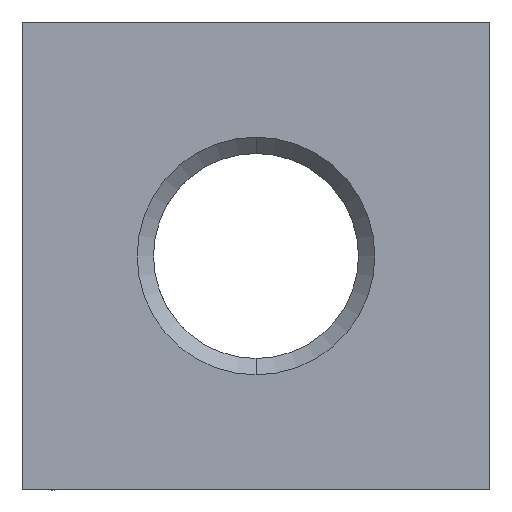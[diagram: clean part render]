
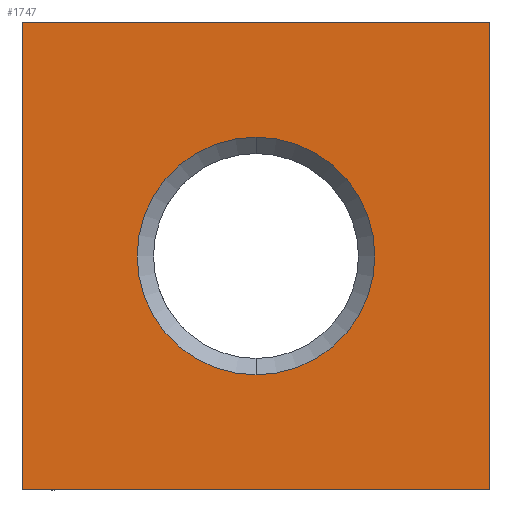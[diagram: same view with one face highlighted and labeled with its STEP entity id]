
A CAD part, left-side view. The second image highlights one B-rep face of the part: STEP entity #1747.
In plain terms, the highlighted planar face has unit normal (-1, 0, 0).
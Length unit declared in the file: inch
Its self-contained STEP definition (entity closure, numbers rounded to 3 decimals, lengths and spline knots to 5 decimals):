
#49 = DIRECTION ( 'NONE',  ( 0., -1., 0. ) ) ;
#76 = CARTESIAN_POINT ( 'NONE',  ( -4.75, 0., 0. ) ) ;
#109 = EDGE_CURVE ( 'NONE', #1331, #1526, #1414, .T. ) ;
#145 = DIRECTION ( 'NONE',  ( 0., 0., -1. ) ) ;
#222 = EDGE_CURVE ( 'NONE', #737, #1175, #1462, .T. ) ;
#240 = PLANE ( 'NONE',  #2033 ) ;
#300 = VERTEX_POINT ( 'NONE', #990 ) ;
#327 = AXIS2_PLACEMENT_3D ( 'NONE', #76, #1720, #772 ) ;
#358 = ORIENTED_EDGE ( 'NONE', *, *, #697, .T. ) ;
#374 = CARTESIAN_POINT ( 'NONE',  ( -4.75, 0.5, -0.5 ) ) ;
#384 = CARTESIAN_POINT ( 'NONE',  ( -4.75, 0.5, -0.5 ) ) ;
#426 = CARTESIAN_POINT ( 'NONE',  ( -4.75, 0.5, 0.5 ) ) ;
#436 = EDGE_CURVE ( 'NONE', #2103, #300, #476, .T. ) ;
#476 = CIRCLE ( 'NONE', #327, 0.254 ) ;
#483 = EDGE_CURVE ( 'NONE', #1526, #737, #1893, .T. ) ;
#490 = DIRECTION ( 'NONE',  ( 0., 0., 1. ) ) ;
#574 = CARTESIAN_POINT ( 'NONE',  ( -4.75, -0.5, 0.5 ) ) ;
#635 = VECTOR ( 'NONE', #49, 39.37008 ) ;
#673 = CARTESIAN_POINT ( 'NONE',  ( -4.75, -0.5, 0.5 ) ) ;
#697 = EDGE_CURVE ( 'NONE', #300, #2103, #1144, .T. ) ;
#698 = CARTESIAN_POINT ( 'NONE',  ( -4.75, -0.5, -0.5 ) ) ;
#737 = VERTEX_POINT ( 'NONE', #1287 ) ;
#772 = DIRECTION ( 'NONE',  ( 0., 0., 1. ) ) ;
#975 = DIRECTION ( 'NONE',  ( 1., 0., 0. ) ) ;
#990 = CARTESIAN_POINT ( 'NONE',  ( -4.75, 0., -0.254 ) ) ;
#1076 = ORIENTED_EDGE ( 'NONE', *, *, #222, .F. ) ;
#1085 = DIRECTION ( 'NONE',  ( 0., 1., 0. ) ) ;
#1115 = EDGE_CURVE ( 'NONE', #1175, #1331, #1366, .T. ) ;
#1144 = CIRCLE ( 'NONE', #2034, 0.254 ) ;
#1175 = VERTEX_POINT ( 'NONE', #384 ) ;
#1211 = ORIENTED_EDGE ( 'NONE', *, *, #1115, .F. ) ;
#1269 = ORIENTED_EDGE ( 'NONE', *, *, #436, .T. ) ;
#1287 = CARTESIAN_POINT ( 'NONE',  ( -4.75, -0.5, -0.5 ) ) ;
#1331 = VERTEX_POINT ( 'NONE', #426 ) ;
#1366 = LINE ( 'NONE', #374, #1801 ) ;
#1374 = EDGE_LOOP ( 'NONE', ( #1269, #358 ) ) ;
#1388 = VECTOR ( 'NONE', #1085, 39.37008 ) ;
#1395 = DIRECTION ( 'NONE',  ( -1., 0., 0. ) ) ;
#1414 = LINE ( 'NONE', #1672, #635 ) ;
#1450 = ORIENTED_EDGE ( 'NONE', *, *, #483, .F. ) ;
#1462 = LINE ( 'NONE', #698, #1388 ) ;
#1466 = CARTESIAN_POINT ( 'NONE',  ( -4.75, 0., 0. ) ) ;
#1468 = CARTESIAN_POINT ( 'NONE',  ( -4.75, -0.5, 0.5 ) ) ;
#1474 = FACE_OUTER_BOUND ( 'NONE', #2023, .T. ) ;
#1508 = DIRECTION ( 'NONE',  ( 0., 0., 1. ) ) ;
#1526 = VERTEX_POINT ( 'NONE', #1468 ) ;
#1532 = DIRECTION ( 'NONE',  ( 0., 0., 1. ) ) ;
#1624 = ORIENTED_EDGE ( 'NONE', *, *, #109, .F. ) ;
#1672 = CARTESIAN_POINT ( 'NONE',  ( -4.75, 0.5, 0.5 ) ) ;
#1676 = FACE_BOUND ( 'NONE', #1374, .T. ) ;
#1720 = DIRECTION ( 'NONE',  ( 1., 0., 0. ) ) ;
#1747 = ADVANCED_FACE ( 'NONE', ( #1676, #1474 ), #240, .T. ) ;
#1796 = VECTOR ( 'NONE', #145, 39.37008 ) ;
#1801 = VECTOR ( 'NONE', #1508, 39.37008 ) ;
#1830 = CARTESIAN_POINT ( 'NONE',  ( -4.75, 0., 0.254 ) ) ;
#1893 = LINE ( 'NONE', #673, #1796 ) ;
#2023 = EDGE_LOOP ( 'NONE', ( #1450, #1624, #1211, #1076 ) ) ;
#2033 = AXIS2_PLACEMENT_3D ( 'NONE', #574, #1395, #1532 ) ;
#2034 = AXIS2_PLACEMENT_3D ( 'NONE', #1466, #975, #490 ) ;
#2103 = VERTEX_POINT ( 'NONE', #1830 ) ;
